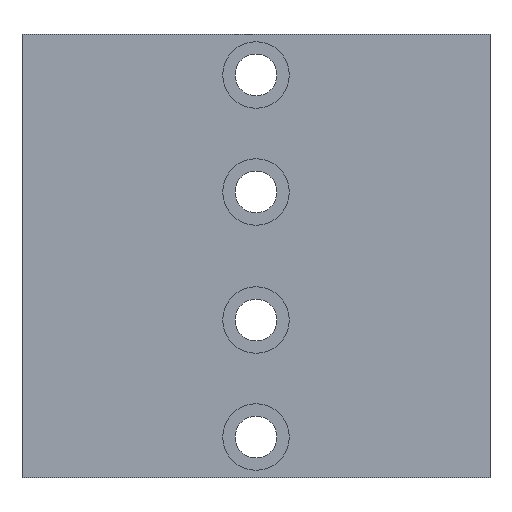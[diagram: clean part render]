
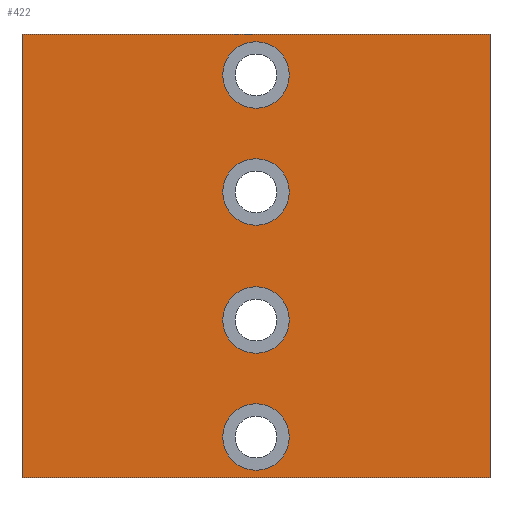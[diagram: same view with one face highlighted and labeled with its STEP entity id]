
A CAD part, front view. The second image highlights one B-rep face of the part: STEP entity #422.
In plain terms, the highlighted planar face has unit normal (0, -1, 0).
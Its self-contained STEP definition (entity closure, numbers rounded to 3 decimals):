
#31=FACE_BOUND('',#105,.T.);
#32=FACE_BOUND('',#106,.T.);
#33=FACE_BOUND('',#107,.T.);
#34=FACE_BOUND('',#108,.T.);
#39=CIRCLE('',#452,5.4);
#42=CIRCLE('',#457,5.4);
#45=CIRCLE('',#462,5.4);
#48=CIRCLE('',#467,5.4);
#72=FACE_OUTER_BOUND('',#104,.T.);
#104=EDGE_LOOP('',(#367,#368,#369,#370));
#105=EDGE_LOOP('',(#371));
#106=EDGE_LOOP('',(#372));
#107=EDGE_LOOP('',(#373));
#108=EDGE_LOOP('',(#374));
#133=LINE('',#651,#171);
#145=LINE('',#706,#183);
#146=LINE('',#709,#184);
#147=LINE('',#710,#185);
#171=VECTOR('',#521,10.);
#183=VECTOR('',#589,10.);
#184=VECTOR('',#592,10.);
#185=VECTOR('',#593,10.);
#205=VERTEX_POINT('',#648);
#206=VERTEX_POINT('',#650);
#209=VERTEX_POINT('',#660);
#212=VERTEX_POINT('',#669);
#215=VERTEX_POINT('',#678);
#218=VERTEX_POINT('',#687);
#221=VERTEX_POINT('',#704);
#222=VERTEX_POINT('',#708);
#247=EDGE_CURVE('',#205,#206,#133,.T.);
#252=EDGE_CURVE('',#209,#209,#39,.T.);
#256=EDGE_CURVE('',#212,#212,#42,.T.);
#260=EDGE_CURVE('',#215,#215,#45,.T.);
#264=EDGE_CURVE('',#218,#218,#48,.T.);
#273=EDGE_CURVE('',#221,#206,#145,.T.);
#274=EDGE_CURVE('',#222,#221,#146,.T.);
#275=EDGE_CURVE('',#222,#205,#147,.T.);
#367=ORIENTED_EDGE('',*,*,#274,.T.);
#368=ORIENTED_EDGE('',*,*,#273,.T.);
#369=ORIENTED_EDGE('',*,*,#247,.F.);
#370=ORIENTED_EDGE('',*,*,#275,.F.);
#371=ORIENTED_EDGE('',*,*,#252,.T.);
#372=ORIENTED_EDGE('',*,*,#256,.T.);
#373=ORIENTED_EDGE('',*,*,#260,.T.);
#374=ORIENTED_EDGE('',*,*,#264,.T.);
#398=PLANE('',#476);
#422=ADVANCED_FACE('',(#72,#31,#32,#33,#34),#398,.T.);
#452=AXIS2_PLACEMENT_3D('',#661,#532,#533);
#457=AXIS2_PLACEMENT_3D('',#670,#543,#544);
#462=AXIS2_PLACEMENT_3D('',#679,#554,#555);
#467=AXIS2_PLACEMENT_3D('',#688,#565,#566);
#476=AXIS2_PLACEMENT_3D('',#707,#590,#591);
#521=DIRECTION('',(1.,0.,0.));
#532=DIRECTION('center_axis',(0.,1.,0.));
#533=DIRECTION('ref_axis',(1.,0.,0.));
#543=DIRECTION('center_axis',(0.,1.,0.));
#544=DIRECTION('ref_axis',(1.,0.,0.));
#554=DIRECTION('center_axis',(0.,1.,0.));
#555=DIRECTION('ref_axis',(1.,0.,0.));
#565=DIRECTION('center_axis',(0.,1.,0.));
#566=DIRECTION('ref_axis',(1.,0.,0.));
#589=DIRECTION('',(0.,0.,1.));
#590=DIRECTION('center_axis',(0.,-1.,0.));
#591=DIRECTION('ref_axis',(1.,0.,0.));
#592=DIRECTION('',(1.,0.,0.));
#593=DIRECTION('',(0.,0.,1.));
#648=CARTESIAN_POINT('',(-38.,-3.,72.));
#650=CARTESIAN_POINT('',(38.,-3.,72.));
#651=CARTESIAN_POINT('',(-38.,-3.,72.));
#660=CARTESIAN_POINT('',(-5.4,-3.,46.4));
#661=CARTESIAN_POINT('Origin',(0.,-3.,46.4));
#669=CARTESIAN_POINT('',(-5.4,-3.,25.6));
#670=CARTESIAN_POINT('Origin',(0.,-3.,25.6));
#678=CARTESIAN_POINT('',(-5.4,-3.,65.4));
#679=CARTESIAN_POINT('Origin',(0.,-3.,65.4));
#687=CARTESIAN_POINT('',(-5.4,-3.,6.6));
#688=CARTESIAN_POINT('Origin',(0.,-3.,6.6));
#704=CARTESIAN_POINT('',(38.,-3.,0.));
#706=CARTESIAN_POINT('',(38.,-3.,0.));
#707=CARTESIAN_POINT('Origin',(-38.,-3.,0.));
#708=CARTESIAN_POINT('',(-38.,-3.,0.));
#709=CARTESIAN_POINT('',(-38.,-3.,0.));
#710=CARTESIAN_POINT('',(-38.,-3.,0.));
